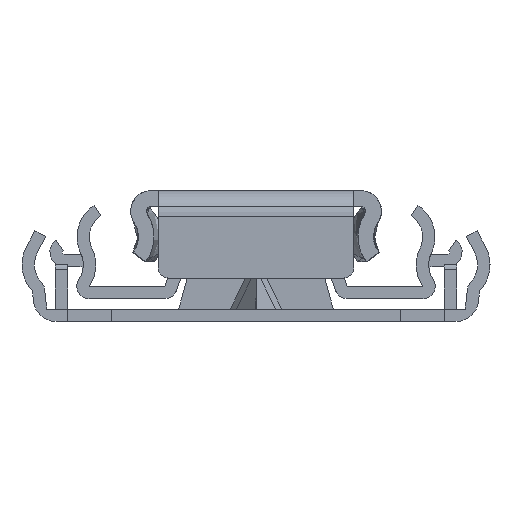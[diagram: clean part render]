
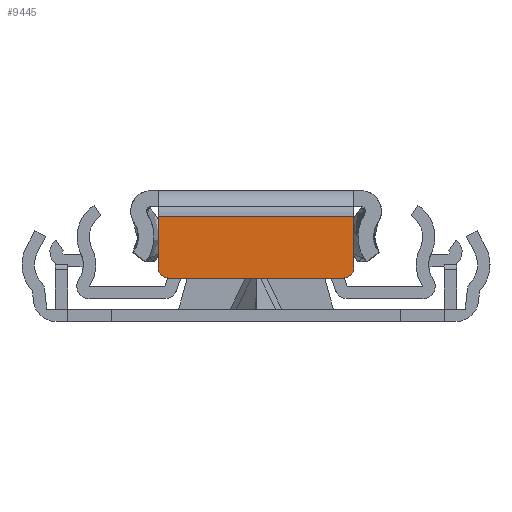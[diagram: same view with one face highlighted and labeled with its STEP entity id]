
A CAD part, left-side view. The second image highlights one B-rep face of the part: STEP entity #9445.
In plain terms, the highlighted planar face has unit normal (-1, 0, 0).
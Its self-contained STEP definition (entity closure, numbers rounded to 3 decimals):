
#114 = EDGE_CURVE ( 'NONE', #13090, #9767, #12956, .T. ) ;
#828 = VECTOR ( 'NONE', #3242, 1000. ) ;
#1424 = DIRECTION ( 'NONE',  ( -1., 0., 0. ) ) ;
#2644 = VERTEX_POINT ( 'NONE', #10060 ) ;
#2938 = ORIENTED_EDGE ( 'NONE', *, *, #13287, .T. ) ;
#3242 = DIRECTION ( 'NONE',  ( 0., 0., 1. ) ) ;
#3375 = FACE_OUTER_BOUND ( 'NONE', #3387, .T. ) ;
#3387 = EDGE_LOOP ( 'NONE', ( #14031, #2938, #11225, #12269, #7901, #6719 ) ) ;
#3449 = EDGE_CURVE ( 'NONE', #13656, #9767, #14053, .T. ) ;
#3619 = CARTESIAN_POINT ( 'NONE',  ( -103., 9.5, -1.75 ) ) ;
#3971 = CARTESIAN_POINT ( 'NONE',  ( -103., 9.5, 0.75 ) ) ;
#4977 = EDGE_CURVE ( 'NONE', #2644, #8382, #11751, .T. ) ;
#5275 = DIRECTION ( 'NONE',  ( 1., 0., 0. ) ) ;
#5378 = CARTESIAN_POINT ( 'NONE',  ( -103., -9.5, 0.75 ) ) ;
#5940 = CARTESIAN_POINT ( 'NONE',  ( -103., 9.5, -6.75 ) ) ;
#6072 = DIRECTION ( 'NONE',  ( 0., 0., -1. ) ) ;
#6161 = VECTOR ( 'NONE', #15136, 1000. ) ;
#6585 = DIRECTION ( 'NONE',  ( 0., -1., 0. ) ) ;
#6719 = ORIENTED_EDGE ( 'NONE', *, *, #7003, .T. ) ;
#6966 = CARTESIAN_POINT ( 'NONE',  ( -103., -9.5, -6.75 ) ) ;
#7003 = EDGE_CURVE ( 'NONE', #13656, #2644, #15086, .T. ) ;
#7684 = VERTEX_POINT ( 'NONE', #6966 ) ;
#7901 = ORIENTED_EDGE ( 'NONE', *, *, #3449, .F. ) ;
#8018 = DIRECTION ( 'NONE',  ( 0., 0., 1. ) ) ;
#8172 = CARTESIAN_POINT ( 'NONE',  ( -103., 9.5, -7.75 ) ) ;
#8382 = VERTEX_POINT ( 'NONE', #13451 ) ;
#8785 = VECTOR ( 'NONE', #6585, 1000. ) ;
#9123 = CARTESIAN_POINT ( 'NONE',  ( -103., -8.5, -6.75 ) ) ;
#9445 = ADVANCED_FACE ( 'NONE', ( #3375 ), #11663, .F. ) ;
#9534 = VECTOR ( 'NONE', #8018, 1000. ) ;
#9767 = VERTEX_POINT ( 'NONE', #9820 ) ;
#9820 = CARTESIAN_POINT ( 'NONE',  ( -103., 9.5, -1.75 ) ) ;
#10060 = CARTESIAN_POINT ( 'NONE',  ( -103., 8.5, -7.75 ) ) ;
#10298 = AXIS2_PLACEMENT_3D ( 'NONE', #9123, #1424, #10395 ) ;
#10395 = DIRECTION ( 'NONE',  ( 0., 0., -1. ) ) ;
#10894 = CARTESIAN_POINT ( 'NONE',  ( -103., 9.5, 0.75 ) ) ;
#10900 = AXIS2_PLACEMENT_3D ( 'NONE', #11017, #13714, #6072 ) ;
#11017 = CARTESIAN_POINT ( 'NONE',  ( -103., 8.5, -6.75 ) ) ;
#11225 = ORIENTED_EDGE ( 'NONE', *, *, #14061, .T. ) ;
#11663 = PLANE ( 'NONE',  #11755 ) ;
#11751 = LINE ( 'NONE', #8172, #8785 ) ;
#11755 = AXIS2_PLACEMENT_3D ( 'NONE', #3971, #5275, #14225 ) ;
#12269 = ORIENTED_EDGE ( 'NONE', *, *, #114, .T. ) ;
#12956 = LINE ( 'NONE', #3619, #6161 ) ;
#13090 = VERTEX_POINT ( 'NONE', #16062 ) ;
#13287 = EDGE_CURVE ( 'NONE', #8382, #7684, #16521, .T. ) ;
#13451 = CARTESIAN_POINT ( 'NONE',  ( -103., -8.5, -7.75 ) ) ;
#13656 = VERTEX_POINT ( 'NONE', #5940 ) ;
#13714 = DIRECTION ( 'NONE',  ( -1., 0., 0. ) ) ;
#14031 = ORIENTED_EDGE ( 'NONE', *, *, #4977, .T. ) ;
#14053 = LINE ( 'NONE', #10894, #828 ) ;
#14061 = EDGE_CURVE ( 'NONE', #7684, #13090, #16295, .T. ) ;
#14225 = DIRECTION ( 'NONE',  ( 0., 0., -1. ) ) ;
#15086 = CIRCLE ( 'NONE', #10900, 1. ) ;
#15136 = DIRECTION ( 'NONE',  ( 0., 1., 0. ) ) ;
#16062 = CARTESIAN_POINT ( 'NONE',  ( -103., -9.5, -1.75 ) ) ;
#16295 = LINE ( 'NONE', #5378, #9534 ) ;
#16521 = CIRCLE ( 'NONE', #10298, 1. ) ;
